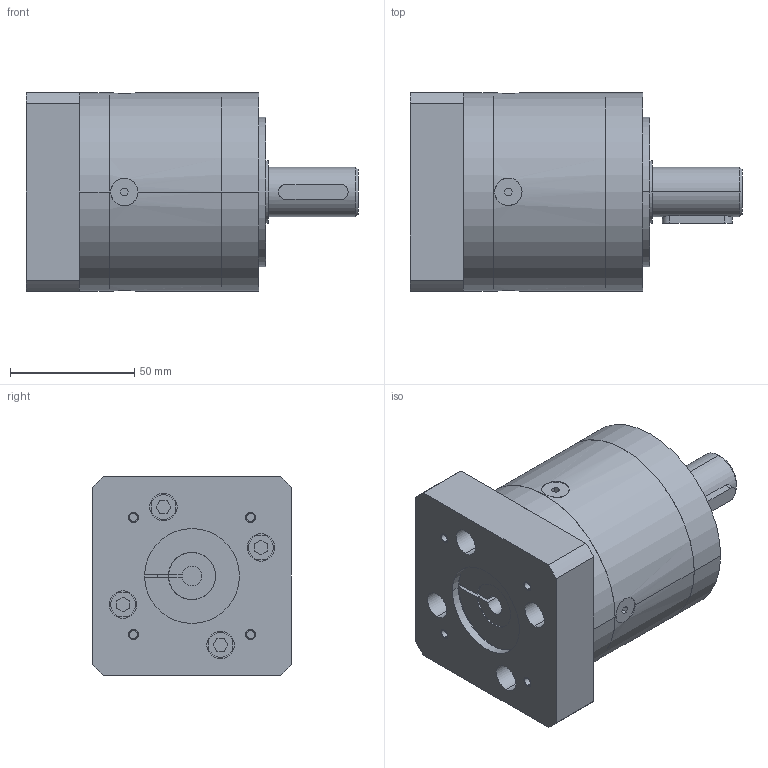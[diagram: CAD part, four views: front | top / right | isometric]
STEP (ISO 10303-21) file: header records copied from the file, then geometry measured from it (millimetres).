
FILE_DESCRIPTION((''),'2;1');
FILE_NAME('MB_PLE_MASTER','2015-11-19T',('agw'),(''),'PRO/ENGINEER BY PARAMETRIC TECHNOLOGY CORPORATION, 2013430','PRO/ENGINEER BY PARAMETRIC TECHNOLOGY CORPORATION, 2013430','');
FILE_SCHEMA(('AUTOMOTIVE_DESIGN { 1 0 10303 214 1 1 1 1 }'));
Length unit declared in the file: millimetre
Products named in the file (1): MB_PLE_MASTER
Bounding box: 133.5 x 80 x 80 mm (x, y, z)
Volume: 492097.7 mm3; surface area: 61609.7 mm2
Topology: 1 solids, 11 shells, 245 faces, 565 edges, 371 vertices
Faces by surface type: plane 127, cylinder 104, cone 8, torus 6
Entity records: 7999 total; most frequent: CARTESIAN_POINT 1372, DIRECTION 1269, ORIENTED_EDGE 1090, EDGE_CURVE 563, AXIS2_PLACEMENT_3D 471, VERTEX_POINT 371, VECTOR 327, LINE 327
